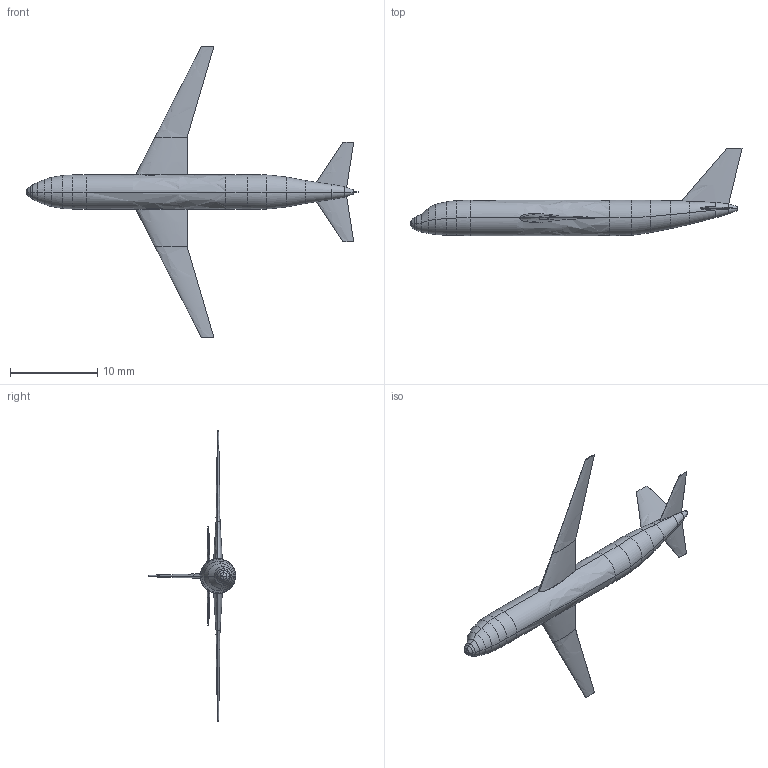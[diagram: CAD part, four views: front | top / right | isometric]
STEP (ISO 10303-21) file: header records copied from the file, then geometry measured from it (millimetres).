
FILE_DESCRIPTION(('Open CASCADE Model'),'2;1');
FILE_NAME('Open CASCADE Shape Model','2023-07-27T13:08:15',('ESP EGADS') ,('Open CASCADE'),'Open CASCADE STEP processor 7.6','Open CASCADE 7.6' ,'Unknown');
FILE_SCHEMA(('AUTOMOTIVE_DESIGN { 1 0 10303 214 1 1 1 1 }'));
Length unit declared in the file: millimetre
Products named in the file (1): Open CASCADE STEP translator 7.6 5
Bounding box: 38.07 x 10.02 x 33.4 mm (x, y, z)
Volume: 413.2 mm3; surface area: 686.4 mm2
Topology: 1 solids, 1 shells, 105 faces, 230 edges, 123 vertices
Faces by surface type: bspline 99, plane 6
Entity records: 19976 total; most frequent: CARTESIAN_POINT 16174, ORIENTED_EDGE 452, PCURVE 452, DEFINITIONAL_REPRESENTATION 452, DIRECTION 383, LINE 369, VECTOR 369, B_SPLINE_CURVE_WITH_KNOTS 309
